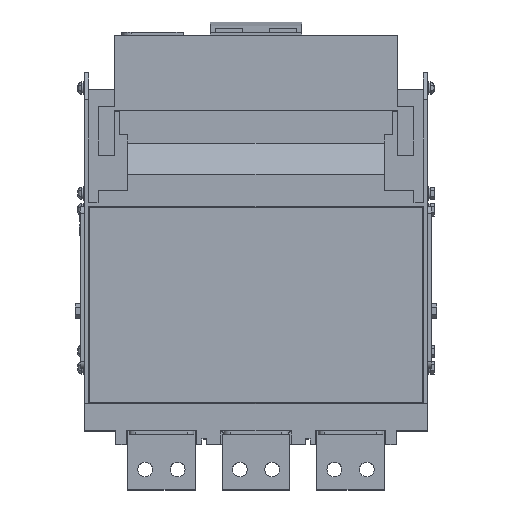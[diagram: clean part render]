
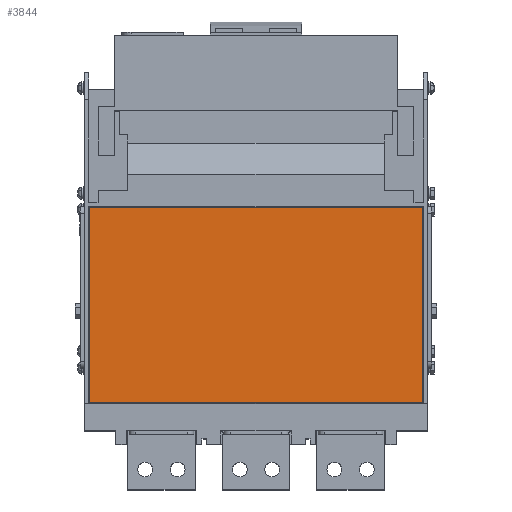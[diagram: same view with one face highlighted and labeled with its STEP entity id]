
A CAD part, top view. The second image highlights one B-rep face of the part: STEP entity #3844.
In plain terms, the highlighted planar face has unit normal (0, 0, 1).
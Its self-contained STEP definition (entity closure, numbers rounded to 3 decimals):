
#3844=ADVANCED_FACE('',(#9247),#9249,.T.);
#9247=FACE_BOUND('',#9248,.T.);
#9248=EDGE_LOOP('',(#13293,#13294,#13295,#13296));
#9249=PLANE('',#9250);
#9250=AXIS2_PLACEMENT_3D('',#9251,#9252,#9253);
#9251=CARTESIAN_POINT('',(0.,0.,171.5));
#9252=DIRECTION('',(0.,0.,1.));
#9253=DIRECTION('',(1.,0.,0.));
#13293=ORIENTED_EDGE('',*,*,#15399,.T.);
#13294=ORIENTED_EDGE('',*,*,#15667,.T.);
#13295=ORIENTED_EDGE('',*,*,#15668,.T.);
#13296=ORIENTED_EDGE('',*,*,#15669,.T.);
#15399=EDGE_CURVE('',#17762,#17763,#17764,.T.);
#15667=EDGE_CURVE('',#17763,#18187,#18189,.T.);
#15668=EDGE_CURVE('',#18187,#18190,#18191,.T.);
#15669=EDGE_CURVE('',#18190,#17762,#18192,.T.);
#17762=VERTEX_POINT('',#22625);
#17763=VERTEX_POINT('',#22626);
#17764=LINE('',#22627,#22628);
#18187=VERTEX_POINT('',#23646);
#18189=LINE('',#23651,#23652);
#18190=VERTEX_POINT('',#23654);
#18191=LINE('',#23655,#23656);
#18192=LINE('',#23658,#23659);
#22625=CARTESIAN_POINT('',(-123.,-72.,171.5));
#22626=CARTESIAN_POINT('',(123.,-72.,171.5));
#22627=CARTESIAN_POINT('',(-123.,-72.,171.5));
#22628=VECTOR('',#22629,1.);
#22629=DIRECTION('',(1.,0.,0.));
#23646=CARTESIAN_POINT('',(123.,72.,171.5));
#23651=CARTESIAN_POINT('',(123.,-72.,171.5));
#23652=VECTOR('',#23653,1.);
#23653=DIRECTION('',(0.,1.,0.));
#23654=CARTESIAN_POINT('',(-123.,72.,171.5));
#23655=CARTESIAN_POINT('',(123.,72.,171.5));
#23656=VECTOR('',#23657,1.);
#23657=DIRECTION('',(-1.,0.,0.));
#23658=CARTESIAN_POINT('',(-123.,72.,171.5));
#23659=VECTOR('',#23660,1.);
#23660=DIRECTION('',(0.,-1.,0.));
